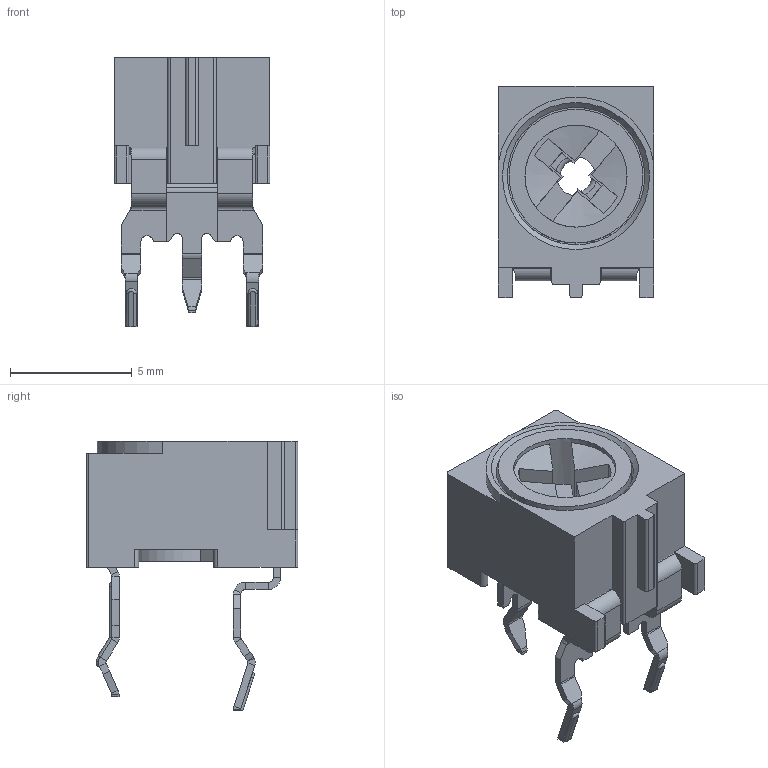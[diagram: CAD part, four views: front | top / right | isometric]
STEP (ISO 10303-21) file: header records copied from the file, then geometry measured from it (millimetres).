
FILE_DESCRIPTION(('FreeCAD Model'),'2;1');
FILE_NAME('Open CASCADE Shape Model','2022-09-09T11:24:14',( 'kicad StepUp'),('ksu MCAD'),'Open CASCADE STEP processor 7.5', 'FreeCAD','Unknown');
FILE_SCHEMA(('AUTOMOTIVE_DESIGN { 1 0 10303 214 1 1 1 1 }'));
Length unit declared in the file: millimetre
Products named in the file (1): N6L50T0C_cp
Bounding box: 6.4 x 8.7 x 11.1 mm (x, y, z)
Volume: 195.9 mm3; surface area: 685.3 mm2
Topology: 5 solids, 5 shells, 467 faces, 1166 edges, 711 vertices
Faces by surface type: plane 297, cylinder 130, bspline 26, torus 9, cone 5
Full cylindrical faces by diameter (mm): 0.6 x4, 0.7 x1, 2.2 x2, 3.2 x1, 4.2 x1, 5.5 x1, 5.65 x1
Entity records: 31059 total; most frequent: CARTESIAN_POINT 8035, DIRECTION 4221, LINE 2709, VECTOR 2709, ORIENTED_EDGE 2324, PCURVE 2324, DEFINITIONAL_REPRESENTATION 2324, EDGE_CURVE 1162
